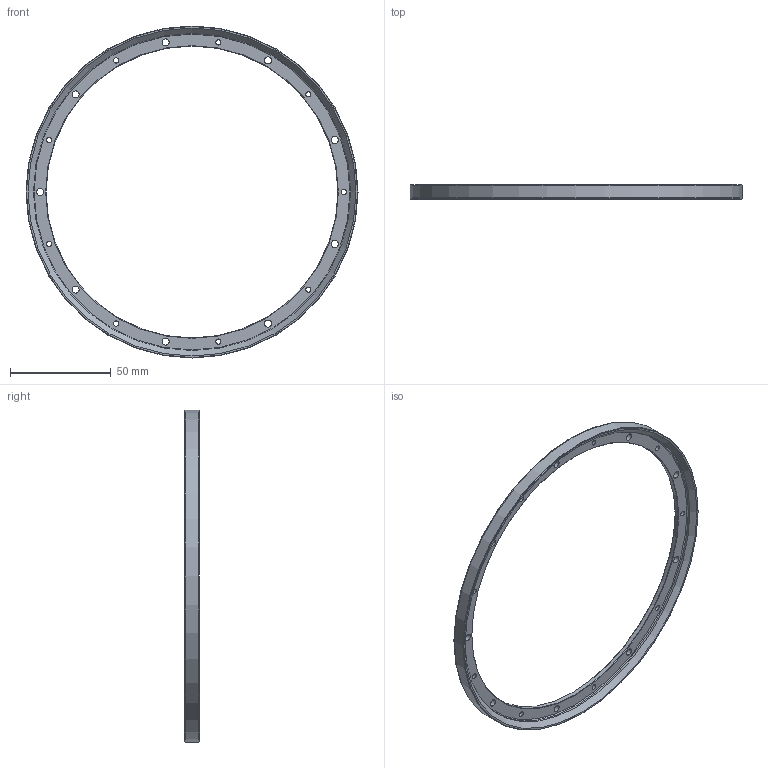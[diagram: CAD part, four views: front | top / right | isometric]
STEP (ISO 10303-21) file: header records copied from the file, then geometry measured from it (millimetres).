
FILE_DESCRIPTION(/* description */ (''),/* implementation_level */ '2;1');
FILE_NAME(/* name */ 'N_9559_3153_01_A.stp',/* time_stamp */ '2012-11-20T10:13:11+00:00',/* author */ (''),/* organization */ (''),/* preprocessor_version */ 'ST-DEVELOPER v11',/* originating_system */ 'SIEMENS PLM Software NX 7.5',/* authorisation */ '');
FILE_SCHEMA (('AUTOMOTIVE_DESIGN { 1 0 10303 214 1 1 1 1 }'));
Length unit declared in the file: millimetre
Products named in the file (1): mw13CC69ry7p
Bounding box: 165 x 7 x 165 mm (x, y, z)
Volume: 19612 mm3; surface area: 18883 mm2
Topology: 1 solids, 2 shells, 31 faces, 116 edges, 88 vertices
Faces by surface type: cylinder 22, cone 5, plane 3, torus 1
Full cylindrical faces by diameter (mm): 2.6 x9, 3.5 x9, 145.02 x1, 158 x1, 165 x2
Entity records: 1082 total; most frequent: DIRECTION 200, CARTESIAN_POINT 150, AXIS2_PLACEMENT_3D 100, FACE_BOUND 98, EDGE_LOOP 98, ORIENTED_EDGE 98, CIRCLE 68, VERTEX_POINT 50
